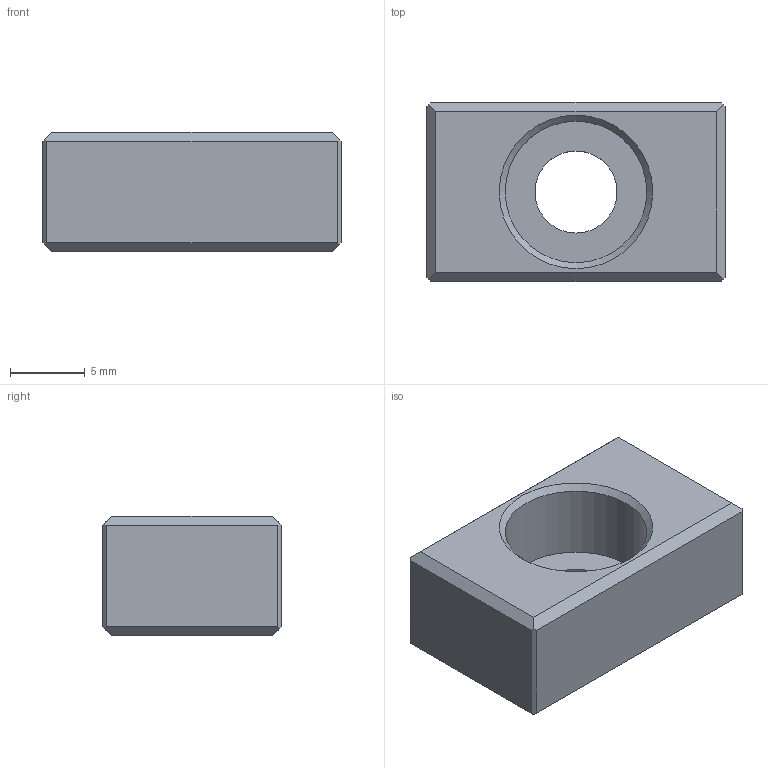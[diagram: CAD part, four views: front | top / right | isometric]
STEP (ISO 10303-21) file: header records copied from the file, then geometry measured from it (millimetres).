
FILE_DESCRIPTION( ( 'Unknown' ), '1' );
FILE_NAME( 'PT27-1208.stp', 'Unknown', ( 'Unknown' ), ( 'Unknown' ), 'XStep 1.0', 'Unknown', ' ' );
FILE_SCHEMA( ( 'CONFIG_CONTROL_DESIGN' ) );
Length unit declared in the file: millimetre
Products named in the file (1): 1
Bounding box: 20 x 12 x 8 mm (x, y, z)
Volume: 1448.2 mm3; surface area: 1089.6 mm2
Topology: 1 solids, 1 shells, 23 faces, 60 edges, 40 vertices
Faces by surface type: plane 19, cone 2, cylinder 2
Full cylindrical faces by diameter (mm): 5.5 x1, 9.5 x1
Entity records: 710 total; most frequent: CARTESIAN_POINT 116, DIRECTION 108, ORIENTED_EDGE 108, EDGE_CURVE 54, LINE 48, VECTOR 48, VERTEX_POINT 38, AXIS2_PLACEMENT_3D 30
